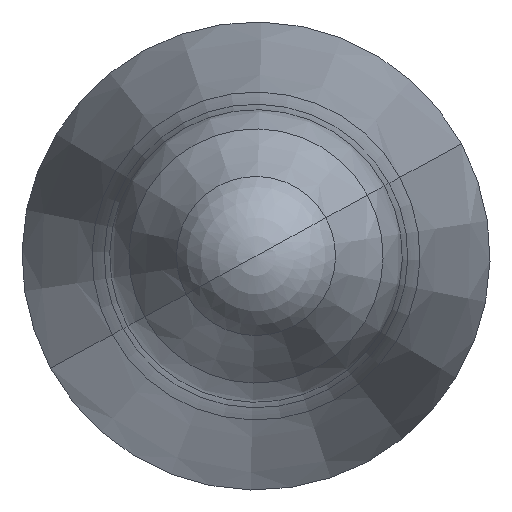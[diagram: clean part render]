
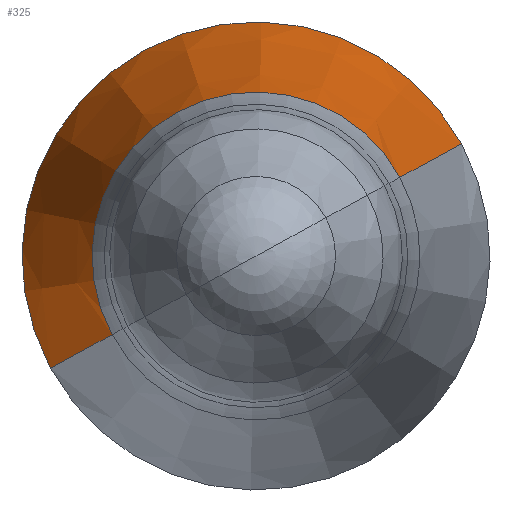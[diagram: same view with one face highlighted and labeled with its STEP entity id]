
A CAD part, left-side view. The second image highlights one B-rep face of the part: STEP entity #325.
In plain terms, the highlighted conical face has half-angle 9.97 degrees and reference radius 35.586 mm.
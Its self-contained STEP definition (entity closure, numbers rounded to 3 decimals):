
#261=CARTESIAN_POINT('Vertex',(224.951,-31.229,17.061)) ;
#264=CARTESIAN_POINT('Axis2P3D Location',(224.951,0.,0.)) ;
#268=CARTESIAN_POINT('Vertex',(224.951,31.229,-17.061)) ;
#295=CARTESIAN_POINT('Axis2P3D Location',(224.951,0.,0.)) ;
#300=CARTESIAN_POINT('Line Origine',(268.225,-37.905,20.708)) ;
#304=CARTESIAN_POINT('Vertex',(311.5,-44.581,24.355)) ;
#307=CARTESIAN_POINT('Axis2P3D Location',(311.5,0.,0.)) ;
#311=CARTESIAN_POINT('Vertex',(311.5,44.581,-24.355)) ;
#314=CARTESIAN_POINT('Line Origine',(268.225,37.905,-20.708)) ;
#265=DIRECTION('Axis2P3D Direction',(-1.,0.,0.)) ;
#296=DIRECTION('Axis2P3D Direction',(1.,0.,-0.)) ;
#297=DIRECTION('Axis2P3D XDirection',(0.,-0.878,0.479)) ;
#301=DIRECTION('Vector Direction',(0.985,-0.152,0.083)) ;
#308=DIRECTION('Axis2P3D Direction',(1.,0.,0.)) ;
#315=DIRECTION('Vector Direction',(0.985,0.152,-0.083)) ;
#266=AXIS2_PLACEMENT_3D('Circle Axis2P3D',#264,#265,$) ;
#298=AXIS2_PLACEMENT_3D('Cone Axis2P3D',#295,#296,#297) ;
#309=AXIS2_PLACEMENT_3D('Circle Axis2P3D',#307,#308,$) ;
#320=ORIENTED_EDGE('',*,*,#270,.F.) ;
#321=ORIENTED_EDGE('',*,*,#306,.T.) ;
#322=ORIENTED_EDGE('',*,*,#313,.T.) ;
#323=ORIENTED_EDGE('',*,*,#318,.F.) ;
#302=VECTOR('Line Direction',#301,1.) ;
#316=VECTOR('Line Direction',#315,1.) ;
#325=ADVANCED_FACE('PartBody',(#324),#299,.T.) ;
#267=CIRCLE('generated circle',#266,35.586) ;
#310=CIRCLE('generated circle',#309,50.8) ;
#299=CONICAL_SURFACE('Cone',#298,35.586,0.174) ;
#270=EDGE_CURVE('',#262,#269,#267,.T.) ;
#306=EDGE_CURVE('',#262,#305,#303,.T.) ;
#313=EDGE_CURVE('',#305,#312,#310,.F.) ;
#318=EDGE_CURVE('',#269,#312,#317,.T.) ;
#319=EDGE_LOOP('',(#320,#321,#322,#323)) ;
#324=FACE_OUTER_BOUND('',#319,.T.) ;
#303=LINE('Line',#300,#302) ;
#317=LINE('Line',#314,#316) ;
#262=VERTEX_POINT('',#261) ;
#269=VERTEX_POINT('',#268) ;
#305=VERTEX_POINT('',#304) ;
#312=VERTEX_POINT('',#311) ;
